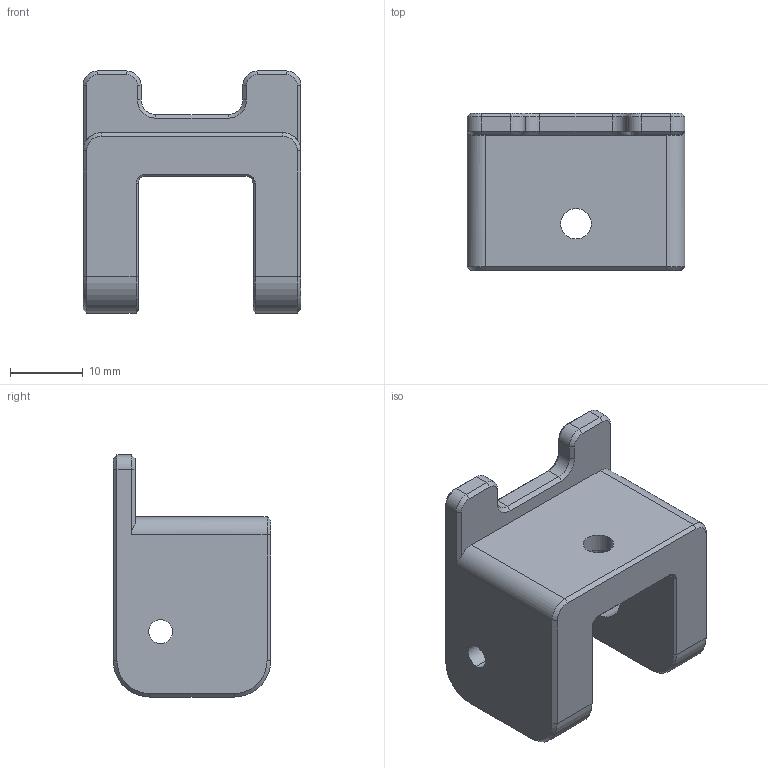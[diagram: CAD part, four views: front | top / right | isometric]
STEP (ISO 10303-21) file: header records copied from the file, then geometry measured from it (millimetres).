
FILE_DESCRIPTION (( 'STEP AP214' ), '1' );
FILE_NAME ('3010190155 免工具Z张紧B镜像 28X30X22红色铝合金.STEP', '2022-07-25T09:25:17', ( 'Windows User' ), ( 'P R C' ), 'SwSTEP 2.0', 'SolidWorks 2022', '' );
FILE_SCHEMA (( 'AUTOMOTIVE_DESIGN' ));
Length unit declared in the file: millimetre
Products named in the file (1): 3010190155 免工具Z张紧B镜像 28X30X22红色铝合金
Bounding box: 30 x 21.65 x 33.33 mm (x, y, z)
Volume: 9207.3 mm3; surface area: 4454.4 mm2
Topology: 1 solids, 1 shells, 103 faces, 244 edges, 145 vertices
Faces by surface type: plane 49, cone 28, cylinder 26
Entity records: 2984 total; most frequent: DIRECTION 528, CARTESIAN_POINT 505, ORIENTED_EDGE 488, EDGE_CURVE 244, AXIS2_PLACEMENT_3D 184, LINE 160, VECTOR 160, VERTEX_POINT 145
